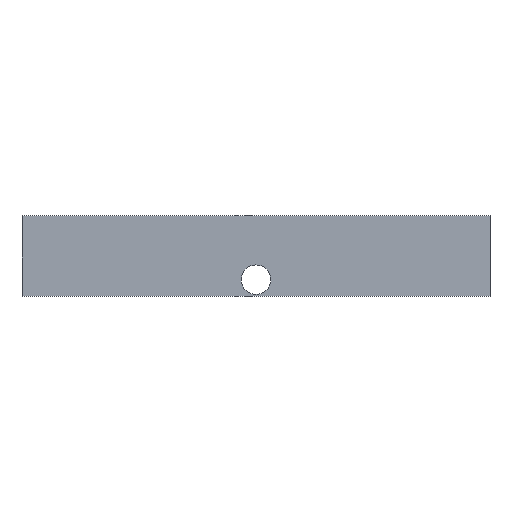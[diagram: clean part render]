
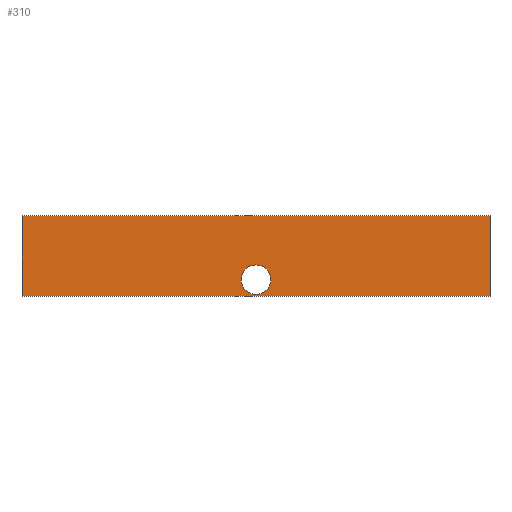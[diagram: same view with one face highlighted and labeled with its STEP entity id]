
A CAD part, top view. The second image highlights one B-rep face of the part: STEP entity #310.
In plain terms, the highlighted planar face has unit normal (0, 0, 1).
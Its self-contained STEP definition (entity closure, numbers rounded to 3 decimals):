
#4 = EDGE_CURVE ( 'NONE', #144, #209, #53, .T. ) ;
#12 = CARTESIAN_POINT ( 'NONE',  ( -214., 49.795, 0. ) ) ;
#20 = FACE_BOUND ( 'NONE', #266, .T. ) ;
#27 = AXIS2_PLACEMENT_3D ( 'NONE', #58, #251, #156 ) ;
#34 = DIRECTION ( 'NONE',  ( 0., 1., 0. ) ) ;
#53 = LINE ( 'NONE', #149, #154 ) ;
#56 = DIRECTION ( 'NONE',  ( 0., -1., 0. ) ) ;
#58 = CARTESIAN_POINT ( 'NONE',  ( 0., -8.484, 0. ) ) ;
#71 = VERTEX_POINT ( 'NONE', #73 ) ;
#73 = CARTESIAN_POINT ( 'NONE',  ( 214., 49.795, 0. ) ) ;
#76 = CARTESIAN_POINT ( 'NONE',  ( -214., 49.795, 0. ) ) ;
#79 = CARTESIAN_POINT ( 'NONE',  ( 214., 49.795, 0. ) ) ;
#81 = DIRECTION ( 'NONE',  ( 1., 0., 0. ) ) ;
#82 = CARTESIAN_POINT ( 'NONE',  ( -214., -23.484, 0. ) ) ;
#84 = CIRCLE ( 'NONE', #27, 13.5 ) ;
#92 = EDGE_LOOP ( 'NONE', ( #115, #168, #95, #185 ) ) ;
#95 = ORIENTED_EDGE ( 'NONE', *, *, #160, .T. ) ;
#101 = DIRECTION ( 'NONE',  ( -1., 0., 0. ) ) ;
#109 = FACE_OUTER_BOUND ( 'NONE', #92, .T. ) ;
#110 = VERTEX_POINT ( 'NONE', #204 ) ;
#115 = ORIENTED_EDGE ( 'NONE', *, *, #237, .T. ) ;
#121 = EDGE_CURVE ( 'NONE', #191, #110, #84, .T. ) ;
#122 = ORIENTED_EDGE ( 'NONE', *, *, #121, .F. ) ;
#134 = DIRECTION ( 'NONE',  ( 1., 0., 0. ) ) ;
#139 = DIRECTION ( 'NONE',  ( 1., 0., 0. ) ) ;
#144 = VERTEX_POINT ( 'NONE', #82 ) ;
#147 = EDGE_CURVE ( 'NONE', #110, #191, #308, .T. ) ;
#149 = CARTESIAN_POINT ( 'NONE',  ( -214., -23.484, 0. ) ) ;
#154 = VECTOR ( 'NONE', #134, 1000. ) ;
#156 = DIRECTION ( 'NONE',  ( 1., 0., 0. ) ) ;
#160 = EDGE_CURVE ( 'NONE', #209, #71, #180, .T. ) ;
#168 = ORIENTED_EDGE ( 'NONE', *, *, #4, .T. ) ;
#171 = AXIS2_PLACEMENT_3D ( 'NONE', #278, #300, #81 ) ;
#180 = LINE ( 'NONE', #181, #193 ) ;
#181 = CARTESIAN_POINT ( 'NONE',  ( 214., -19.506, 0. ) ) ;
#184 = PLANE ( 'NONE',  #286 ) ;
#185 = ORIENTED_EDGE ( 'NONE', *, *, #199, .T. ) ;
#186 = CARTESIAN_POINT ( 'NONE',  ( 0., 0., 0. ) ) ;
#191 = VERTEX_POINT ( 'NONE', #200 ) ;
#193 = VECTOR ( 'NONE', #34, 1000. ) ;
#198 = CARTESIAN_POINT ( 'NONE',  ( 214., -23.484, 0. ) ) ;
#199 = EDGE_CURVE ( 'NONE', #71, #211, #298, .T. ) ;
#200 = CARTESIAN_POINT ( 'NONE',  ( 13.5, -8.484, 0. ) ) ;
#204 = CARTESIAN_POINT ( 'NONE',  ( -13.5, -8.484, 0. ) ) ;
#207 = VECTOR ( 'NONE', #56, 1000. ) ;
#209 = VERTEX_POINT ( 'NONE', #198 ) ;
#211 = VERTEX_POINT ( 'NONE', #76 ) ;
#222 = LINE ( 'NONE', #12, #207 ) ;
#232 = VECTOR ( 'NONE', #101, 1000. ) ;
#237 = EDGE_CURVE ( 'NONE', #211, #144, #222, .T. ) ;
#240 = ORIENTED_EDGE ( 'NONE', *, *, #147, .F. ) ;
#251 = DIRECTION ( 'NONE',  ( 0., 0., 1. ) ) ;
#258 = DIRECTION ( 'NONE',  ( 0., 0., 1. ) ) ;
#266 = EDGE_LOOP ( 'NONE', ( #122, #240 ) ) ;
#278 = CARTESIAN_POINT ( 'NONE',  ( 0., -8.484, 0. ) ) ;
#286 = AXIS2_PLACEMENT_3D ( 'NONE', #186, #258, #139 ) ;
#298 = LINE ( 'NONE', #79, #232 ) ;
#300 = DIRECTION ( 'NONE',  ( 0., 0., 1. ) ) ;
#308 = CIRCLE ( 'NONE', #171, 13.5 ) ;
#310 = ADVANCED_FACE ( 'NONE', ( #20, #109 ), #184, .T. ) ;
